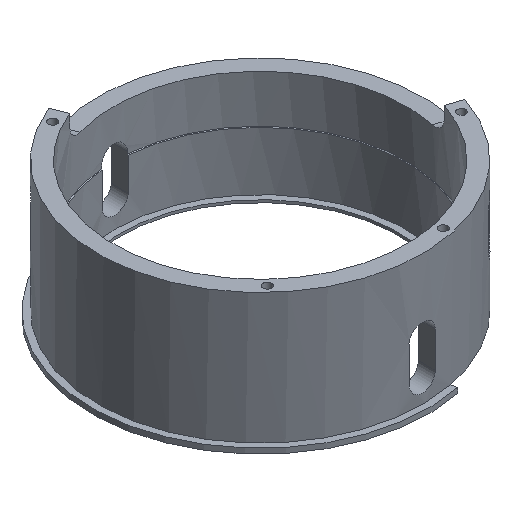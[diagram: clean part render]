
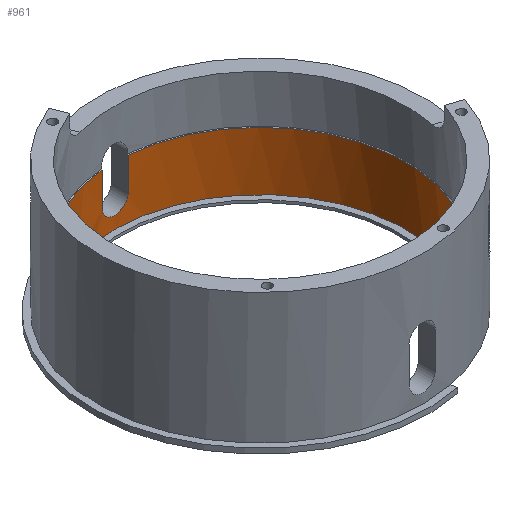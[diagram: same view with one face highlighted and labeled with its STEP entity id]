
A CAD part, isometric view. The second image highlights one B-rep face of the part: STEP entity #961.
In plain terms, the highlighted cylindrical face has radius 22.45 mm (diameter 44.9 mm), a full revolution.
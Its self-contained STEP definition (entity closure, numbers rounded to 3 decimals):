
#68=CIRCLE('',#1042,22.45);
#73=CIRCLE('',#1049,22.45);
#74=CIRCLE('',#1050,22.45);
#75=CIRCLE('',#1051,22.45);
#76=CIRCLE('',#1052,22.45);
#77=CIRCLE('',#1053,22.45);
#113=LINE('',#1594,#182);
#123=LINE('',#1623,#192);
#124=LINE('',#1635,#193);
#125=LINE('',#1645,#194);
#126=LINE('',#1657,#195);
#127=LINE('',#1667,#196);
#182=VECTOR('',#1169,1000.);
#192=VECTOR('',#1195,1000.);
#193=VECTOR('',#1200,1000.);
#194=VECTOR('',#1201,1000.);
#195=VECTOR('',#1206,1000.);
#196=VECTOR('',#1207,1000.);
#301=ORIENTED_EDGE('',*,*,#564,.F.);
#302=ORIENTED_EDGE('',*,*,#571,.F.);
#303=ORIENTED_EDGE('',*,*,#572,.F.);
#304=ORIENTED_EDGE('',*,*,#556,.T.);
#305=ORIENTED_EDGE('',*,*,#573,.F.);
#306=ORIENTED_EDGE('',*,*,#574,.T.);
#307=ORIENTED_EDGE('',*,*,#575,.T.);
#308=ORIENTED_EDGE('',*,*,#576,.F.);
#309=ORIENTED_EDGE('',*,*,#577,.T.);
#310=ORIENTED_EDGE('',*,*,#578,.T.);
#311=ORIENTED_EDGE('',*,*,#579,.F.);
#312=ORIENTED_EDGE('',*,*,#580,.T.);
#313=ORIENTED_EDGE('',*,*,#581,.T.);
#314=ORIENTED_EDGE('',*,*,#582,.F.);
#315=ORIENTED_EDGE('',*,*,#583,.T.);
#316=ORIENTED_EDGE('',*,*,#584,.T.);
#556=EDGE_CURVE('',#693,#694,#113,.F.);
#564=EDGE_CURVE('',#699,#694,#68,.T.);
#571=EDGE_CURVE('',#704,#699,#123,.F.);
#572=EDGE_CURVE('',#693,#704,#73,.T.);
#573=EDGE_CURVE('',#705,#706,#759,.T.);
#574=EDGE_CURVE('',#705,#707,#74,.T.);
#575=EDGE_CURVE('',#707,#708,#124,.T.);
#576=EDGE_CURVE('',#709,#708,#760,.T.);
#577=EDGE_CURVE('',#709,#710,#125,.F.);
#578=EDGE_CURVE('',#710,#711,#75,.T.);
#579=EDGE_CURVE('',#712,#711,#761,.T.);
#580=EDGE_CURVE('',#712,#713,#76,.T.);
#581=EDGE_CURVE('',#713,#714,#126,.T.);
#582=EDGE_CURVE('',#715,#714,#762,.T.);
#583=EDGE_CURVE('',#715,#716,#127,.F.);
#584=EDGE_CURVE('',#716,#706,#77,.T.);
#693=VERTEX_POINT('',#1595);
#694=VERTEX_POINT('',#1596);
#699=VERTEX_POINT('',#1609);
#704=VERTEX_POINT('',#1624);
#705=VERTEX_POINT('',#1631);
#706=VERTEX_POINT('',#1632);
#707=VERTEX_POINT('',#1634);
#708=VERTEX_POINT('',#1636);
#709=VERTEX_POINT('',#1644);
#710=VERTEX_POINT('',#1646);
#711=VERTEX_POINT('',#1648);
#712=VERTEX_POINT('',#1654);
#713=VERTEX_POINT('',#1656);
#714=VERTEX_POINT('',#1658);
#715=VERTEX_POINT('',#1666);
#716=VERTEX_POINT('',#1668);
#759=B_SPLINE_CURVE_WITH_KNOTS('',3,(#1626,#1627,#1628,#1629,#1630),
 .UNSPECIFIED.,.F.,.F.,(4,1,4),(0.,0.002,0.004),
 .UNSPECIFIED.);
#760=B_SPLINE_CURVE_WITH_KNOTS('',3,(#1637,#1638,#1639,#1640,#1641,#1642,
#1643),.UNSPECIFIED.,.F.,.F.,(4,1,1,1,4),(0.,0.002,0.003,
0.005,0.006),.UNSPECIFIED.);
#761=B_SPLINE_CURVE_WITH_KNOTS('',3,(#1649,#1650,#1651,#1652,#1653),
 .UNSPECIFIED.,.F.,.F.,(4,1,4),(0.,0.002,0.004),
 .UNSPECIFIED.);
#762=B_SPLINE_CURVE_WITH_KNOTS('',3,(#1659,#1660,#1661,#1662,#1663,#1664,
#1665),.UNSPECIFIED.,.F.,.F.,(4,1,1,1,4),(0.,0.002,0.003,
0.005,0.006),.UNSPECIFIED.);
#787=EDGE_LOOP('',(#301,#302,#303,#304));
#788=EDGE_LOOP('',(#305,#306,#307,#308,#309,#310,#311,#312,#313,#314,#315,
#316));
#868=FACE_BOUND('',#787,.T.);
#869=FACE_BOUND('',#788,.T.);
#935=CYLINDRICAL_SURFACE('',#1048,22.45);
#961=ADVANCED_FACE('',(#868,#869),#935,.F.);
#1042=AXIS2_PLACEMENT_3D('',#1610,#1179,#1180);
#1048=AXIS2_PLACEMENT_3D('',#1622,#1193,#1194);
#1049=AXIS2_PLACEMENT_3D('',#1625,#1196,#1197);
#1050=AXIS2_PLACEMENT_3D('',#1633,#1198,#1199);
#1051=AXIS2_PLACEMENT_3D('',#1647,#1202,#1203);
#1052=AXIS2_PLACEMENT_3D('',#1655,#1204,#1205);
#1053=AXIS2_PLACEMENT_3D('',#1669,#1208,#1209);
#1169=DIRECTION('',(0.,0.,-1.));
#1179=DIRECTION('',(0.,0.,1.));
#1180=DIRECTION('',(0.999,-0.054,0.));
#1193=DIRECTION('',(0.,0.,-1.));
#1194=DIRECTION('',(-0.999,0.054,0.));
#1195=DIRECTION('',(0.,0.,-1.));
#1196=DIRECTION('',(0.,0.,1.));
#1197=DIRECTION('',(0.999,-0.054,0.));
#1198=DIRECTION('',(0.,0.,1.));
#1199=DIRECTION('',(0.999,-0.054,0.));
#1200=DIRECTION('',(0.,0.,-1.));
#1201=DIRECTION('',(0.,0.,-1.));
#1202=DIRECTION('',(0.,0.,1.));
#1203=DIRECTION('',(0.999,-0.054,0.));
#1204=DIRECTION('',(0.,0.,1.));
#1205=DIRECTION('',(0.999,-0.054,0.));
#1206=DIRECTION('',(0.,0.,-1.));
#1207=DIRECTION('',(0.,0.,-1.));
#1208=DIRECTION('',(0.,0.,1.));
#1209=DIRECTION('',(0.999,-0.054,0.));
#1594=CARTESIAN_POINT('',(21.115,-7.625,3.7));
#1595=CARTESIAN_POINT('',(21.115,-7.625,3.5));
#1596=CARTESIAN_POINT('',(21.115,-7.625,3.9));
#1609=CARTESIAN_POINT('',(3.219,-22.218,3.9));
#1610=CARTESIAN_POINT('',(0.,0.,3.9));
#1622=CARTESIAN_POINT('',(0.,0.,12.4));
#1623=CARTESIAN_POINT('',(3.219,-22.218,3.7));
#1624=CARTESIAN_POINT('',(3.219,-22.218,3.5));
#1625=CARTESIAN_POINT('',(0.,0.,3.5));
#1626=CARTESIAN_POINT('',(15.716,-16.031,12.475));
#1627=CARTESIAN_POINT('',(15.446,-16.296,12.019));
#1628=CARTESIAN_POINT('',(14.598,-17.092,11.481));
#1629=CARTESIAN_POINT('',(13.676,-17.808,12.019));
#1630=CARTESIAN_POINT('',(13.373,-18.033,12.475));
#1631=CARTESIAN_POINT('',(15.716,-16.031,12.475));
#1632=CARTESIAN_POINT('',(13.373,-18.033,12.475));
#1633=CARTESIAN_POINT('',(0.,0.,12.475));
#1634=CARTESIAN_POINT('',(3.076,22.238,12.475));
#1635=CARTESIAN_POINT('',(3.076,22.238,9.913));
#1636=CARTESIAN_POINT('',(3.076,22.238,7.4));
#1637=CARTESIAN_POINT('',(-0.919,22.431,7.4));
#1638=CARTESIAN_POINT('',(-0.919,22.431,6.871));
#1639=CARTESIAN_POINT('',(-0.484,22.455,5.836));
#1640=CARTESIAN_POINT('',(1.082,22.446,5.183));
#1641=CARTESIAN_POINT('',(2.645,22.304,5.834));
#1642=CARTESIAN_POINT('',(3.076,22.238,6.871));
#1643=CARTESIAN_POINT('',(3.076,22.238,7.4));
#1644=CARTESIAN_POINT('',(-0.919,22.431,7.4));
#1645=CARTESIAN_POINT('',(-0.919,22.431,9.913));
#1646=CARTESIAN_POINT('',(-0.919,22.431,12.475));
#1647=CARTESIAN_POINT('',(0.,0.,12.475));
#1648=CARTESIAN_POINT('',(-13.373,18.033,12.475));
#1649=CARTESIAN_POINT('',(-15.716,16.031,12.475));
#1650=CARTESIAN_POINT('',(-15.446,16.296,12.019));
#1651=CARTESIAN_POINT('',(-14.598,17.092,11.481));
#1652=CARTESIAN_POINT('',(-13.676,17.808,12.019));
#1653=CARTESIAN_POINT('',(-13.373,18.033,12.475));
#1654=CARTESIAN_POINT('',(-15.716,16.031,12.475));
#1655=CARTESIAN_POINT('',(0.,0.,12.475));
#1656=CARTESIAN_POINT('',(-3.076,-22.238,12.475));
#1657=CARTESIAN_POINT('',(-3.076,-22.238,9.913));
#1658=CARTESIAN_POINT('',(-3.076,-22.238,7.4));
#1659=CARTESIAN_POINT('',(0.919,-22.431,7.4));
#1660=CARTESIAN_POINT('',(0.919,-22.431,6.871));
#1661=CARTESIAN_POINT('',(0.484,-22.455,5.836));
#1662=CARTESIAN_POINT('',(-1.082,-22.446,5.183));
#1663=CARTESIAN_POINT('',(-2.645,-22.304,5.834));
#1664=CARTESIAN_POINT('',(-3.076,-22.238,6.871));
#1665=CARTESIAN_POINT('',(-3.076,-22.238,7.4));
#1666=CARTESIAN_POINT('',(0.919,-22.431,7.4));
#1667=CARTESIAN_POINT('',(0.919,-22.431,9.913));
#1668=CARTESIAN_POINT('',(0.919,-22.431,12.475));
#1669=CARTESIAN_POINT('',(0.,0.,12.475));
